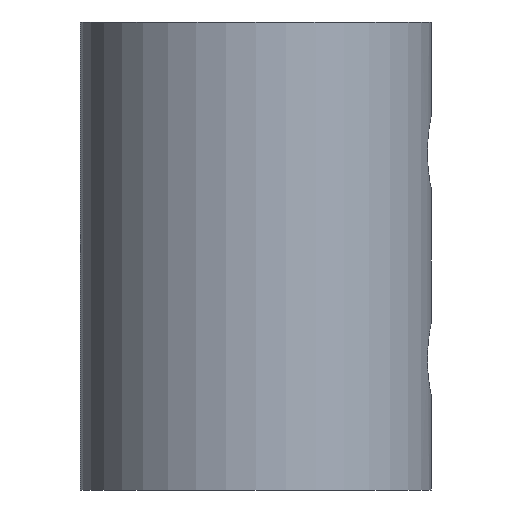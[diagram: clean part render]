
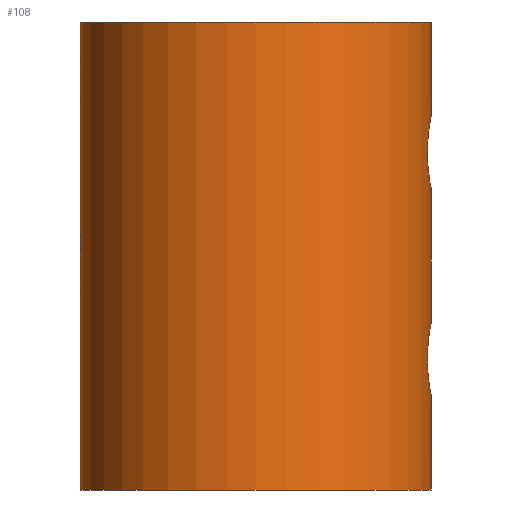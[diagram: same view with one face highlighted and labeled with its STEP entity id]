
A CAD part, left-side view. The second image highlights one B-rep face of the part: STEP entity #108.
In plain terms, the highlighted cylindrical face has radius 7.5 mm (diameter 15 mm), a full revolution.
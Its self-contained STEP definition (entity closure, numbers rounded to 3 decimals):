
#19=FACE_BOUND('',#39,.T.);
#20=FACE_BOUND('',#40,.T.);
#25=CIRCLE('',#140,7.5);
#26=CIRCLE('',#141,7.5);
#30=FACE_OUTER_BOUND('',#38,.T.);
#38=EDGE_LOOP('',(#91,#92,#93,#94));
#39=EDGE_LOOP('',(#95));
#40=EDGE_LOOP('',(#96));
#48=LINE('',#325,#52);
#52=VECTOR('',#163,7.5);
#54=B_SPLINE_CURVE_WITH_KNOTS('',3,(#209,#210,#211,#212,#213,#214,#215,
#216,#217,#218,#219,#220,#221,#222,#223,#224,#225,#226,#227,#228,#229,#230,
#231,#232,#233,#234,#235,#236,#237,#238,#239,#240,#241,#242),
 .UNSPECIFIED.,.T.,.F.,(4,2,2,2,2,2,2,2,2,2,2,2,2,2,2,2,4),(0.,0.06,
0.121,0.181,0.242,0.302,
0.363,0.423,0.484,0.544,
0.605,0.665,0.726,0.786,
0.847,0.907,0.968),.UNSPECIFIED.);
#56=B_SPLINE_CURVE_WITH_KNOTS('',3,(#281,#282,#283,#284,#285,#286,#287,
#288,#289,#290,#291,#292,#293,#294,#295,#296,#297,#298,#299,#300,#301,#302,
#303,#304,#305,#306,#307,#308,#309,#310,#311,#312,#313,#314),
 .UNSPECIFIED.,.T.,.F.,(4,2,2,2,2,2,2,2,2,2,2,2,2,2,2,2,4),(0.,0.06,
0.121,0.181,0.242,0.302,
0.363,0.423,0.484,0.544,
0.605,0.665,0.726,0.786,
0.847,0.907,0.968),.UNSPECIFIED.);
#58=VERTEX_POINT('',#207);
#60=VERTEX_POINT('',#279);
#63=VERTEX_POINT('',#322);
#64=VERTEX_POINT('',#324);
#67=EDGE_CURVE('',#58,#58,#54,.T.);
#70=EDGE_CURVE('',#60,#60,#56,.T.);
#74=EDGE_CURVE('',#63,#63,#25,.T.);
#75=EDGE_CURVE('',#63,#64,#48,.T.);
#76=EDGE_CURVE('',#64,#64,#26,.T.);
#91=ORIENTED_EDGE('',*,*,#74,.F.);
#92=ORIENTED_EDGE('',*,*,#75,.T.);
#93=ORIENTED_EDGE('',*,*,#76,.T.);
#94=ORIENTED_EDGE('',*,*,#75,.F.);
#95=ORIENTED_EDGE('',*,*,#67,.T.);
#96=ORIENTED_EDGE('',*,*,#70,.T.);
#104=CYLINDRICAL_SURFACE('',#139,7.5);
#108=ADVANCED_FACE('',(#30,#19,#20),#104,.T.);
#139=AXIS2_PLACEMENT_3D('',#321,#159,#160);
#140=AXIS2_PLACEMENT_3D('',#323,#161,#162);
#141=AXIS2_PLACEMENT_3D('',#326,#164,#165);
#159=DIRECTION('center_axis',(0.,0.,1.));
#160=DIRECTION('ref_axis',(1.,0.,0.));
#161=DIRECTION('center_axis',(0.,0.,1.));
#162=DIRECTION('ref_axis',(1.,0.,0.));
#163=DIRECTION('',(0.,0.,-1.));
#164=DIRECTION('center_axis',(0.,0.,1.));
#165=DIRECTION('ref_axis',(1.,0.,0.));
#207=CARTESIAN_POINT('',(1.6,-7.327,14.421));
#209=CARTESIAN_POINT('Ctrl Pts',(1.6,-7.327,14.421));
#210=CARTESIAN_POINT('Ctrl Pts',(1.6,-7.327,14.219));
#211=CARTESIAN_POINT('Ctrl Pts',(1.56,-7.337,14.005));
#212=CARTESIAN_POINT('Ctrl Pts',(1.396,-7.369,13.611));
#213=CARTESIAN_POINT('Ctrl Pts',(1.273,-7.393,13.431));
#214=CARTESIAN_POINT('Ctrl Pts',(0.99,-7.436,13.148));
#215=CARTESIAN_POINT('Ctrl Pts',(0.81,-7.459,13.025));
#216=CARTESIAN_POINT('Ctrl Pts',(0.416,-7.491,12.861));
#217=CARTESIAN_POINT('Ctrl Pts',(0.202,-7.5,12.821));
#218=CARTESIAN_POINT('Ctrl Pts',(-0.202,-7.5,12.821));
#219=CARTESIAN_POINT('Ctrl Pts',(-0.416,-7.491,12.861));
#220=CARTESIAN_POINT('Ctrl Pts',(-0.81,-7.459,13.025));
#221=CARTESIAN_POINT('Ctrl Pts',(-0.99,-7.436,13.148));
#222=CARTESIAN_POINT('Ctrl Pts',(-1.273,-7.393,13.431));
#223=CARTESIAN_POINT('Ctrl Pts',(-1.396,-7.369,13.611));
#224=CARTESIAN_POINT('Ctrl Pts',(-1.56,-7.337,14.005));
#225=CARTESIAN_POINT('Ctrl Pts',(-1.6,-7.327,14.219));
#226=CARTESIAN_POINT('Ctrl Pts',(-1.6,-7.327,14.623));
#227=CARTESIAN_POINT('Ctrl Pts',(-1.56,-7.337,14.837));
#228=CARTESIAN_POINT('Ctrl Pts',(-1.396,-7.369,15.231));
#229=CARTESIAN_POINT('Ctrl Pts',(-1.273,-7.393,15.411));
#230=CARTESIAN_POINT('Ctrl Pts',(-0.99,-7.436,15.694));
#231=CARTESIAN_POINT('Ctrl Pts',(-0.81,-7.459,15.817));
#232=CARTESIAN_POINT('Ctrl Pts',(-0.416,-7.491,15.981));
#233=CARTESIAN_POINT('Ctrl Pts',(-0.202,-7.5,16.021));
#234=CARTESIAN_POINT('Ctrl Pts',(0.202,-7.5,16.021));
#235=CARTESIAN_POINT('Ctrl Pts',(0.416,-7.491,15.981));
#236=CARTESIAN_POINT('Ctrl Pts',(0.81,-7.459,15.817));
#237=CARTESIAN_POINT('Ctrl Pts',(0.99,-7.436,15.694));
#238=CARTESIAN_POINT('Ctrl Pts',(1.273,-7.393,15.411));
#239=CARTESIAN_POINT('Ctrl Pts',(1.396,-7.369,15.231));
#240=CARTESIAN_POINT('Ctrl Pts',(1.56,-7.337,14.837));
#241=CARTESIAN_POINT('Ctrl Pts',(1.6,-7.327,14.623));
#242=CARTESIAN_POINT('Ctrl Pts',(1.6,-7.327,14.421));
#279=CARTESIAN_POINT('',(1.6,-7.327,5.579));
#281=CARTESIAN_POINT('Ctrl Pts',(1.6,-7.327,5.579));
#282=CARTESIAN_POINT('Ctrl Pts',(1.6,-7.327,5.377));
#283=CARTESIAN_POINT('Ctrl Pts',(1.56,-7.337,5.163));
#284=CARTESIAN_POINT('Ctrl Pts',(1.396,-7.369,4.769));
#285=CARTESIAN_POINT('Ctrl Pts',(1.273,-7.393,4.589));
#286=CARTESIAN_POINT('Ctrl Pts',(0.99,-7.436,4.306));
#287=CARTESIAN_POINT('Ctrl Pts',(0.81,-7.459,4.183));
#288=CARTESIAN_POINT('Ctrl Pts',(0.416,-7.491,4.019));
#289=CARTESIAN_POINT('Ctrl Pts',(0.202,-7.5,3.979));
#290=CARTESIAN_POINT('Ctrl Pts',(-0.202,-7.5,3.979));
#291=CARTESIAN_POINT('Ctrl Pts',(-0.416,-7.491,4.019));
#292=CARTESIAN_POINT('Ctrl Pts',(-0.81,-7.459,4.183));
#293=CARTESIAN_POINT('Ctrl Pts',(-0.99,-7.436,4.306));
#294=CARTESIAN_POINT('Ctrl Pts',(-1.273,-7.393,4.589));
#295=CARTESIAN_POINT('Ctrl Pts',(-1.396,-7.369,4.769));
#296=CARTESIAN_POINT('Ctrl Pts',(-1.56,-7.337,5.163));
#297=CARTESIAN_POINT('Ctrl Pts',(-1.6,-7.327,5.377));
#298=CARTESIAN_POINT('Ctrl Pts',(-1.6,-7.327,5.781));
#299=CARTESIAN_POINT('Ctrl Pts',(-1.56,-7.337,5.995));
#300=CARTESIAN_POINT('Ctrl Pts',(-1.396,-7.369,6.389));
#301=CARTESIAN_POINT('Ctrl Pts',(-1.273,-7.393,6.569));
#302=CARTESIAN_POINT('Ctrl Pts',(-0.99,-7.436,6.852));
#303=CARTESIAN_POINT('Ctrl Pts',(-0.81,-7.459,6.975));
#304=CARTESIAN_POINT('Ctrl Pts',(-0.416,-7.491,7.139));
#305=CARTESIAN_POINT('Ctrl Pts',(-0.202,-7.5,7.179));
#306=CARTESIAN_POINT('Ctrl Pts',(0.202,-7.5,7.179));
#307=CARTESIAN_POINT('Ctrl Pts',(0.416,-7.491,7.139));
#308=CARTESIAN_POINT('Ctrl Pts',(0.81,-7.459,6.975));
#309=CARTESIAN_POINT('Ctrl Pts',(0.99,-7.436,6.852));
#310=CARTESIAN_POINT('Ctrl Pts',(1.273,-7.393,6.569));
#311=CARTESIAN_POINT('Ctrl Pts',(1.396,-7.369,6.389));
#312=CARTESIAN_POINT('Ctrl Pts',(1.56,-7.337,5.995));
#313=CARTESIAN_POINT('Ctrl Pts',(1.6,-7.327,5.781));
#314=CARTESIAN_POINT('Ctrl Pts',(1.6,-7.327,5.579));
#321=CARTESIAN_POINT('Origin',(0.,0.,0.));
#322=CARTESIAN_POINT('',(-7.5,0.,20.));
#323=CARTESIAN_POINT('Origin',(0.,0.,20.));
#324=CARTESIAN_POINT('',(-7.5,0.,0.));
#325=CARTESIAN_POINT('',(-7.5,0.,0.));
#326=CARTESIAN_POINT('Origin',(0.,0.,0.));
